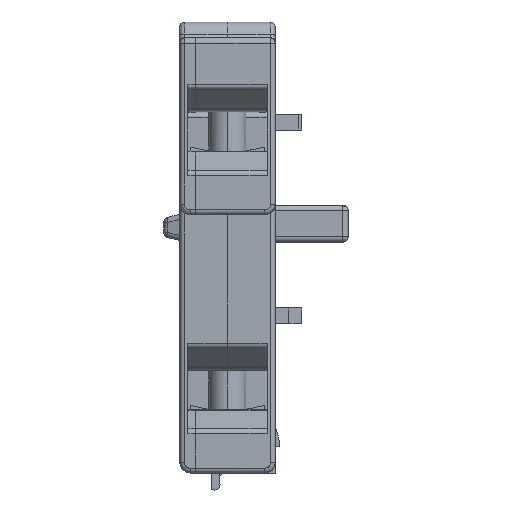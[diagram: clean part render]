
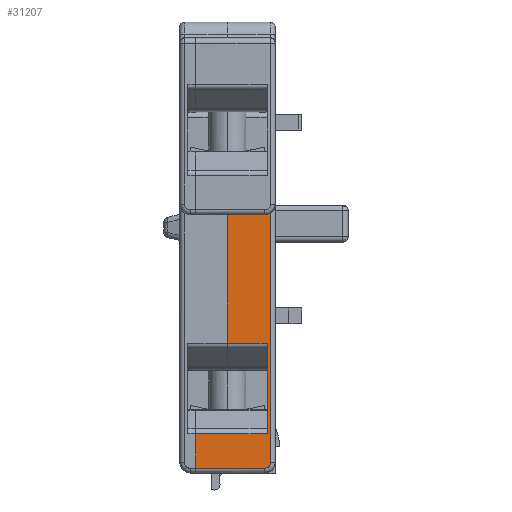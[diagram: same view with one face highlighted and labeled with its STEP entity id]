
A CAD part, left-side view. The second image highlights one B-rep face of the part: STEP entity #31207.
In plain terms, the highlighted planar face has unit normal (-1, 0, 0).
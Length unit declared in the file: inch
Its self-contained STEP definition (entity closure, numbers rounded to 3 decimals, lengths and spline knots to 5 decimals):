
#398 = B_SPLINE_CURVE_WITH_KNOTS ( 'NONE', 3,
 ( #25573, #25852, #55873, #39141, #29061 ),
 .UNSPECIFIED., .F., .F.,
 ( 4, 1, 4 ),
 ( 0., 0.50011, 1. ),
 .UNSPECIFIED. ) ;
#1639 = CARTESIAN_POINT ( 'NONE',  ( 0.62361, -0.00169, 0.01898 ) ) ;
#2373 = EDGE_CURVE ( 'NONE', #11165, #21112, #9782, .T. ) ;
#2496 = VECTOR ( 'NONE', #2532, 39.37008 ) ;
#2532 = DIRECTION ( 'NONE',  ( 0., 0., 1. ) ) ;
#3914 = VERTEX_POINT ( 'NONE', #14908 ) ;
#5178 = EDGE_CURVE ( 'NONE', #22586, #27980, #26853, .T. ) ;
#5896 = ORIENTED_EDGE ( 'NONE', *, *, #2373, .F. ) ;
#7030 = AXIS2_PLACEMENT_3D ( 'NONE', #21801, #56404, #52074 ) ;
#7491 = EDGE_CURVE ( 'NONE', #14677, #22586, #42098, .T. ) ;
#8544 = VECTOR ( 'NONE', #56867, 39.37008 ) ;
#9782 = LINE ( 'NONE', #31724, #2496 ) ;
#11165 = VERTEX_POINT ( 'NONE', #27354 ) ;
#11502 = ORIENTED_EDGE ( 'NONE', *, *, #43699, .F. ) ;
#14418 = EDGE_LOOP ( 'NONE', ( #39446, #36600, #54079, #16734, #30386, #52164, #31046, #43825, #11502, #5896 ) ) ;
#14677 = VERTEX_POINT ( 'NONE', #38427 ) ;
#14767 = EDGE_CURVE ( 'NONE', #11165, #30806, #52797, .T. ) ;
#14908 = CARTESIAN_POINT ( 'NONE',  ( 0.62361, 0.03774, 0.9619 ) ) ;
#15769 = DIRECTION ( 'NONE',  ( 0., 1., 0. ) ) ;
#16506 = EDGE_CURVE ( 'NONE', #34529, #14677, #31680, .T. ) ;
#16547 = CARTESIAN_POINT ( 'NONE',  ( 0.62361, 0.01805, 0.03867 ) ) ;
#16734 = ORIENTED_EDGE ( 'NONE', *, *, #7491, .T. ) ;
#17973 = LINE ( 'NONE', #26354, #42721 ) ;
#18097 = CIRCLE ( 'NONE', #7030, 0.0374 ) ;
#18492 = EDGE_CURVE ( 'NONE', #30806, #34529, #30359, .T. ) ;
#19101 = DIRECTION ( 'NONE',  ( 0., 0., 1. ) ) ;
#20232 = PLANE ( 'NONE',  #53867 ) ;
#21112 = VERTEX_POINT ( 'NONE', #21470 ) ;
#21470 = CARTESIAN_POINT ( 'NONE',  ( 0.62361, 0.1775, 0.9619 ) ) ;
#21801 = CARTESIAN_POINT ( 'NONE',  ( 0.62361, 0.03774, 0.9993 ) ) ;
#22107 = VECTOR ( 'NONE', #54743, 39.37008 ) ;
#22586 = VERTEX_POINT ( 'NONE', #27458 ) ;
#23141 = DIRECTION ( 'NONE',  ( 0., 0., -1. ) ) ;
#25573 = CARTESIAN_POINT ( 'NONE',  ( 0.62361, 0.01805, 0.03867 ) ) ;
#25852 = CARTESIAN_POINT ( 'NONE',  ( 0.62361, 0.01805, 0.03365 ) ) ;
#26354 = CARTESIAN_POINT ( 'NONE',  ( 0.62361, 0.01805, 0.03867 ) ) ;
#26853 = LINE ( 'NONE', #1639, #22107 ) ;
#27354 = CARTESIAN_POINT ( 'NONE',  ( 0.62361, 0.1775, 0.48438 ) ) ;
#27458 = CARTESIAN_POINT ( 'NONE',  ( 0.62361, 0.29561, 0.01898 ) ) ;
#27980 = VERTEX_POINT ( 'NONE', #41752 ) ;
#28403 = VERTEX_POINT ( 'NONE', #16547 ) ;
#29061 = CARTESIAN_POINT ( 'NONE',  ( 0.62361, 0.03774, 0.01898 ) ) ;
#30316 = CARTESIAN_POINT ( 'NONE',  ( 0.62361, -0.00169, 0.48438 ) ) ;
#30359 = LINE ( 'NONE', #35259, #47383 ) ;
#30386 = ORIENTED_EDGE ( 'NONE', *, *, #5178, .T. ) ;
#30806 = VERTEX_POINT ( 'NONE', #46827 ) ;
#31046 = ORIENTED_EDGE ( 'NONE', *, *, #49679, .F. ) ;
#31207 = ADVANCED_FACE ( 'NONE', ( #51083 ), #20232, .T. ) ;
#31423 = CARTESIAN_POINT ( 'NONE',  ( 0.62361, 0.01805, 0.9619 ) ) ;
#31680 = LINE ( 'NONE', #49283, #50724 ) ;
#31724 = CARTESIAN_POINT ( 'NONE',  ( 0.62361, 0.1775, 1.36347 ) ) ;
#32935 = CARTESIAN_POINT ( 'NONE',  ( 0.62361, -0.00169, -0.00076 ) ) ;
#33335 = EDGE_CURVE ( 'NONE', #28403, #27980, #398, .T. ) ;
#34529 = VERTEX_POINT ( 'NONE', #50381 ) ;
#34692 = EDGE_CURVE ( 'NONE', #50348, #3914, #18097, .T. ) ;
#35259 = CARTESIAN_POINT ( 'NONE',  ( 0.62361, 0.02986, -0.00076 ) ) ;
#36154 = VECTOR ( 'NONE', #23141, 39.37008 ) ;
#36600 = ORIENTED_EDGE ( 'NONE', *, *, #18492, .T. ) ;
#38427 = CARTESIAN_POINT ( 'NONE',  ( 0.62361, 0.29561, 0.14826 ) ) ;
#39141 = CARTESIAN_POINT ( 'NONE',  ( 0.62361, 0.03272, 0.01898 ) ) ;
#39446 = ORIENTED_EDGE ( 'NONE', *, *, #14767, .T. ) ;
#39597 = DIRECTION ( 'NONE',  ( 0., 0., -1. ) ) ;
#40202 = DIRECTION ( 'NONE',  ( 0., 0., -1. ) ) ;
#40745 = CARTESIAN_POINT ( 'NONE',  ( 0.62361, 0.29561, -0.00076 ) ) ;
#41239 = LINE ( 'NONE', #31423, #51532 ) ;
#41752 = CARTESIAN_POINT ( 'NONE',  ( 0.62361, 0.03774, 0.01898 ) ) ;
#41877 = DIRECTION ( 'NONE',  ( -1., 0., 0. ) ) ;
#42098 = LINE ( 'NONE', #40745, #36154 ) ;
#42721 = VECTOR ( 'NONE', #40202, 39.37008 ) ;
#43699 = EDGE_CURVE ( 'NONE', #21112, #3914, #41239, .T. ) ;
#43825 = ORIENTED_EDGE ( 'NONE', *, *, #34692, .T. ) ;
#46422 = CARTESIAN_POINT ( 'NONE',  ( 0.62361, 0.01805, 0.9675 ) ) ;
#46827 = CARTESIAN_POINT ( 'NONE',  ( 0.62361, 0.02986, 0.48438 ) ) ;
#47383 = VECTOR ( 'NONE', #39597, 39.37008 ) ;
#49283 = CARTESIAN_POINT ( 'NONE',  ( 0.62361, -0.00169, 0.14826 ) ) ;
#49303 = DIRECTION ( 'NONE',  ( 0., -1., 0. ) ) ;
#49679 = EDGE_CURVE ( 'NONE', #50348, #28403, #17973, .T. ) ;
#50348 = VERTEX_POINT ( 'NONE', #46422 ) ;
#50381 = CARTESIAN_POINT ( 'NONE',  ( 0.62361, 0.02986, 0.14826 ) ) ;
#50724 = VECTOR ( 'NONE', #15769, 39.37008 ) ;
#51083 = FACE_OUTER_BOUND ( 'NONE', #14418, .T. ) ;
#51532 = VECTOR ( 'NONE', #49303, 39.37008 ) ;
#52074 = DIRECTION ( 'NONE',  ( 0., 0., -1. ) ) ;
#52164 = ORIENTED_EDGE ( 'NONE', *, *, #33335, .F. ) ;
#52797 = LINE ( 'NONE', #30316, #8544 ) ;
#53867 = AXIS2_PLACEMENT_3D ( 'NONE', #32935, #41877, #19101 ) ;
#54079 = ORIENTED_EDGE ( 'NONE', *, *, #16506, .T. ) ;
#54743 = DIRECTION ( 'NONE',  ( 0., -1., 0. ) ) ;
#55873 = CARTESIAN_POINT ( 'NONE',  ( 0.62361, 0.02225, 0.02318 ) ) ;
#56404 = DIRECTION ( 'NONE',  ( 1., 0., 0. ) ) ;
#56867 = DIRECTION ( 'NONE',  ( 0., -1., 0. ) ) ;
